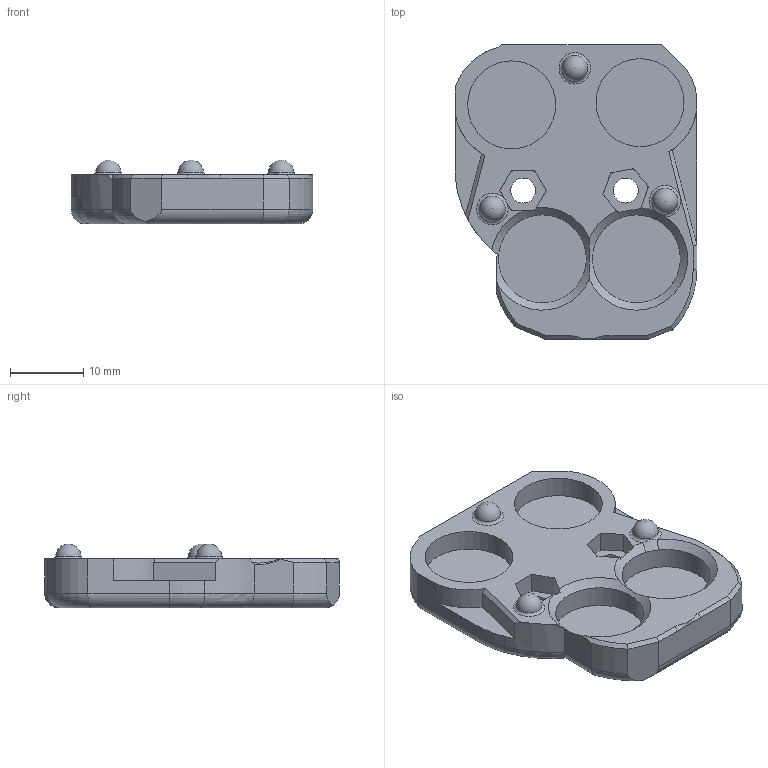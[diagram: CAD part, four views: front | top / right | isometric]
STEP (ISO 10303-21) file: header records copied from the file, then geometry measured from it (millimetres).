
FILE_DESCRIPTION(/* description */ (''),/* implementation_level */ '2;1');
FILE_NAME(/* name */ 'MAG MOUNT TOP v7.step',/* time_stamp */ '2020-01-29T12:35:42-05:00',/* author */ (''),/* organization */ (''),/* preprocessor_version */ 'ST-DEVELOPER v18',/* originating_system */ 'Autodesk Translation Framework v8.12.0.6',/* authorisation */ '');
FILE_SCHEMA (('AUTOMOTIVE_DESIGN { 1 0 10303 214 3 1 1 }'));
Length unit declared in the file: millimetre
Products named in the file (2): MAG MOUNT TOP; Component13
Assembly tree (1 placements, depth 2):
  MAG MOUNT TOP
    Component13
Bounding box: 32.96 x 40.2 x 8.7 mm (x, y, z)
Volume: 5918.9 mm3; surface area: 3761.3 mm2
Topology: 1 solids, 1 shells, 94 faces, 253 edges, 161 vertices
Faces by surface type: plane 40, cylinder 22, cone 16, torus 11, sphere 3, bspline 2
Full cylindrical faces by diameter (mm): 3.4 x2, 12 x4
Entity records: 3245 total; most frequent: CARTESIAN_POINT 897, ORIENTED_EDGE 500, DIRECTION 474, EDGE_CURVE 250, AXIS2_PLACEMENT_3D 182, VERTEX_POINT 161, LINE 110, VECTOR 110
